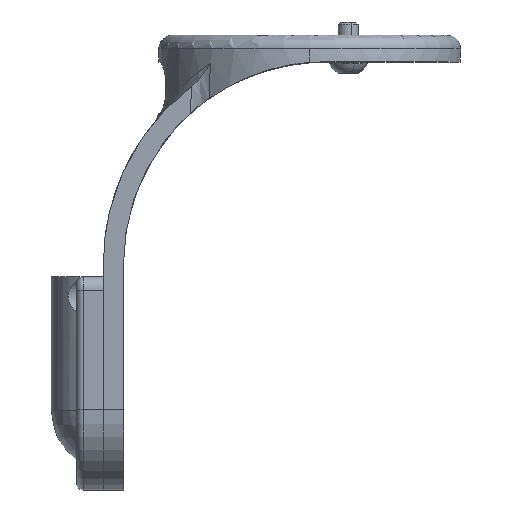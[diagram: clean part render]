
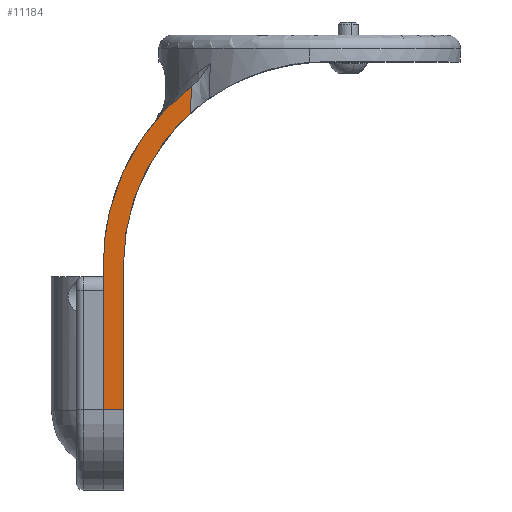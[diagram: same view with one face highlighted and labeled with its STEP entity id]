
A CAD part, top view. The second image highlights one B-rep face of the part: STEP entity #11184.
In plain terms, the highlighted planar face has unit normal (0, -0.042, 0.999).
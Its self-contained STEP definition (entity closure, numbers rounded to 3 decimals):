
#254 = CARTESIAN_POINT ( 'NONE',  ( -42.147, -51.187, 11.958 ) ) ;
#404 = CARTESIAN_POINT ( 'NONE',  ( -45.147, -29.355, 12.868 ) ) ;
#497 = CARTESIAN_POINT ( 'NONE',  ( -42.147, -29.355, 12.868 ) ) ;
#681 = VECTOR ( 'NONE', #805, 1000. ) ;
#805 = DIRECTION ( 'NONE',  ( 1., 0., 0. ) ) ;
#910 = CARTESIAN_POINT ( 'NONE',  ( -32.128, -5.681, 13.855 ) ) ;
#977 = ORIENTED_EDGE ( 'NONE', *, *, #8167, .T. ) ;
#993 = PLANE ( 'NONE',  #10224 ) ;
#1035 = DIRECTION ( 'NONE',  ( 0., 0.042, -0.999 ) ) ;
#1701 = CARTESIAN_POINT ( 'NONE',  ( -45.147, -29.355, 12.868 ) ) ;
#2198 = EDGE_CURVE ( 'NONE', #10248, #9163, #2867, .T. ) ;
#2340 = CARTESIAN_POINT ( 'NONE',  ( -42.147, -51.187, 11.958 ) ) ;
#2635 = EDGE_CURVE ( 'NONE', #12562, #2935, #12939, .T. ) ;
#2867 =( BOUNDED_CURVE ( )  B_SPLINE_CURVE ( 3, ( #8897, #910, #12128, #3839 ),
 .UNSPECIFIED., .F., .F. ) 
 B_SPLINE_CURVE_WITH_KNOTS ( ( 4, 4 ),
 ( 5.546, 5.556 ),
 .UNSPECIFIED. ) 
 CURVE ( )  GEOMETRIC_REPRESENTATION_ITEM ( )  RATIONAL_B_SPLINE_CURVE ( ( 1., 1., 1., 1. ) ) 
 REPRESENTATION_ITEM ( '' )  );
#2935 = VERTEX_POINT ( 'NONE', #254 ) ;
#3139 = EDGE_LOOP ( 'NONE', ( #5120, #13140, #9010, #9120, #5177, #977 ) ) ;
#3415 = DIRECTION ( 'NONE',  ( 0., 0.999, 0.042 ) ) ;
#3539 = CARTESIAN_POINT ( 'NONE',  ( -32.19, -7.034, 13.798 ) ) ;
#3839 = CARTESIAN_POINT ( 'NONE',  ( -32.003, -2.998, 13.967 ) ) ;
#4071 = DIRECTION ( 'NONE',  ( 0., 0.999, 0.042 ) ) ;
#4264 = DIRECTION ( 'NONE',  ( 0., 0.999, 0.042 ) ) ;
#4836 = CARTESIAN_POINT ( 'NONE',  ( -42.147, -20.708, 13.228 ) ) ;
#5093 = EDGE_CURVE ( 'NONE', #9163, #9837, #6597, .T. ) ;
#5120 = ORIENTED_EDGE ( 'NONE', *, *, #6562, .T. ) ;
#5177 = ORIENTED_EDGE ( 'NONE', *, *, #2635, .T. ) ;
#5185 = CARTESIAN_POINT ( 'NONE',  ( -45.147, -51.187, 11.958 ) ) ;
#5369 = EDGE_CURVE ( 'NONE', #12562, #9837, #10209, .T. ) ;
#5483 = CARTESIAN_POINT ( 'NONE',  ( -40.436, -9.35, 13.702 ) ) ;
#5543 = CARTESIAN_POINT ( 'NONE',  ( -38.624, -12.811, 13.557 ) ) ;
#5731 = FACE_OUTER_BOUND ( 'NONE', #3139, .T. ) ;
#5911 = LINE ( 'NONE', #2340, #8285 ) ;
#6562 = EDGE_CURVE ( 'NONE', #10050, #10248, #10136, .T. ) ;
#6597 =( BOUNDED_CURVE ( )  B_SPLINE_CURVE ( 3, ( #9323, #5483, #7430, #404 ),
 .UNSPECIFIED., .F., .F. ) 
 B_SPLINE_CURVE_WITH_KNOTS ( ( 4, 4 ),
 ( 3.787, 4.712 ),
 .UNSPECIFIED. ) 
 CURVE ( )  GEOMETRIC_REPRESENTATION_ITEM ( )  RATIONAL_B_SPLINE_CURVE ( ( 1., 0.93, 0.93, 1. ) ) 
 REPRESENTATION_ITEM ( '' )  );
#7430 = CARTESIAN_POINT ( 'NONE',  ( -45.147, -18.798, 13.308 ) ) ;
#7553 = VECTOR ( 'NONE', #4264, 1000. ) ;
#8153 = CARTESIAN_POINT ( 'NONE',  ( -32.003, -2.998, 13.967 ) ) ;
#8167 = EDGE_CURVE ( 'NONE', #2935, #10050, #5911, .T. ) ;
#8285 = VECTOR ( 'NONE', #3415, 1000. ) ;
#8855 = CARTESIAN_POINT ( 'NONE',  ( -42.147, -29.355, 12.868 ) ) ;
#8897 = CARTESIAN_POINT ( 'NONE',  ( -32.19, -7.034, 13.798 ) ) ;
#9010 = ORIENTED_EDGE ( 'NONE', *, *, #5093, .T. ) ;
#9120 = ORIENTED_EDGE ( 'NONE', *, *, #5369, .F. ) ;
#9163 = VERTEX_POINT ( 'NONE', #8153 ) ;
#9323 = CARTESIAN_POINT ( 'NONE',  ( -32.003, -2.998, 13.967 ) ) ;
#9558 = CARTESIAN_POINT ( 'NONE',  ( -45.147, -51.187, 11.958 ) ) ;
#9837 = VERTEX_POINT ( 'NONE', #1701 ) ;
#9937 = CARTESIAN_POINT ( 'NONE',  ( -45.147, -51.187, 11.958 ) ) ;
#10050 = VERTEX_POINT ( 'NONE', #497 ) ;
#10136 =( BOUNDED_CURVE ( )  B_SPLINE_CURVE ( 3, ( #8855, #4836, #5543, #3539 ),
 .UNSPECIFIED., .F., .F. ) 
 B_SPLINE_CURVE_WITH_KNOTS ( ( 4, 4 ),
 ( 1.571, 2.41 ),
 .UNSPECIFIED. ) 
 CURVE ( )  GEOMETRIC_REPRESENTATION_ITEM ( )  RATIONAL_B_SPLINE_CURVE ( ( 1., 0.942, 0.942, 1. ) ) 
 REPRESENTATION_ITEM ( '' )  );
#10209 = LINE ( 'NONE', #5185, #7553 ) ;
#10224 = AXIS2_PLACEMENT_3D ( 'NONE', #13133, #1035, #4071 ) ;
#10248 = VERTEX_POINT ( 'NONE', #13109 ) ;
#11184 = ADVANCED_FACE ( 'NONE', ( #5731 ), #993, .F. ) ;
#12128 = CARTESIAN_POINT ( 'NONE',  ( -32.066, -4.336, 13.911 ) ) ;
#12562 = VERTEX_POINT ( 'NONE', #9558 ) ;
#12939 = LINE ( 'NONE', #9937, #681 ) ;
#13109 = CARTESIAN_POINT ( 'NONE',  ( -32.19, -7.034, 13.798 ) ) ;
#13133 = CARTESIAN_POINT ( 'NONE',  ( -45.147, -51.187, 11.958 ) ) ;
#13140 = ORIENTED_EDGE ( 'NONE', *, *, #2198, .T. ) ;
